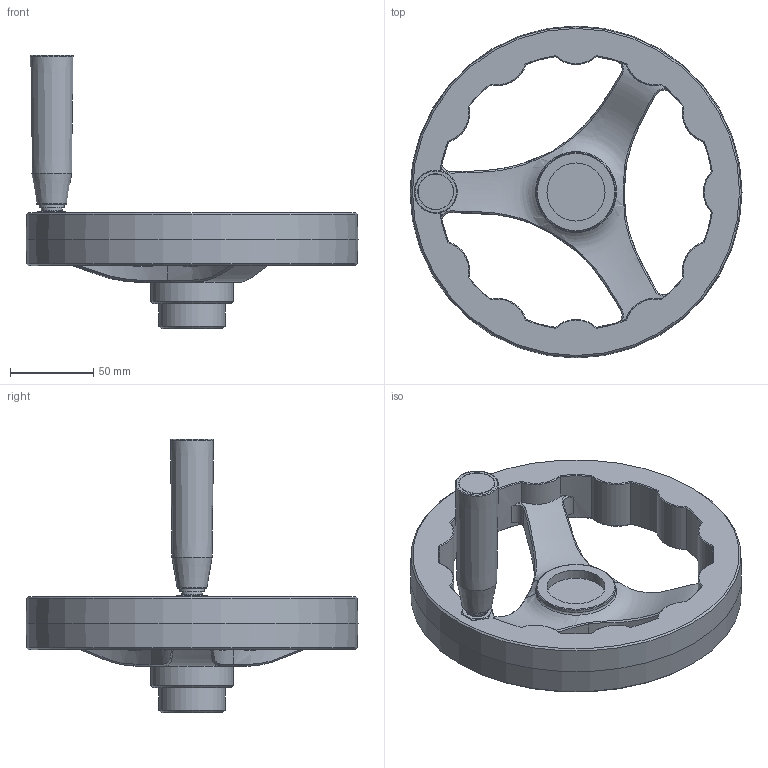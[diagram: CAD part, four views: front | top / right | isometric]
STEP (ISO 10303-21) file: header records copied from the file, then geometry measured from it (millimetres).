
FILE_DESCRIPTION( ( 'Unknown' ), '1' );
FILE_NAME( '6361020_V3RA200_MRE.stp', 'Unknown', ( 'Unknown' ), ( 'Unknown' ), 'PSStep 11.0', 'Unknown', ' ' );
FILE_SCHEMA( ( 'AUTOMOTIVE_DESIGN { 1 0 10303 214 1 1 1 1 }' ) );
Length unit declared in the file: millimetre
Products named in the file (3): 6361020
Bounding box: 200 x 200 x 164.74 mm (x, y, z)
Volume: 434235.2 mm3; surface area: 127489.1 mm2
Topology: 3 solids, 5 shells, 293 faces, 732 edges, 460 vertices
Faces by surface type: plane 112, cone 74, cylinder 64, bspline 24, torus 10, extrusion 6, revolution 2, sphere 1
Full cylindrical faces by diameter (mm): 3.2 x2, 3.5 x1, 6 x3, 7.95 x1, 8 x1, 8.5 x1, 9.9 x1, 10.8 x1, 11 x2, 11.74 x1, 12 x1, 12.493 x1, 15 x1, 17.28 x1, 21.6 x2, 35 x1, 40 x1, 47.5 x1, 50 x1, 188.6 x1
Entity records: 13373 total; most frequent: CARTESIAN_POINT 4528, ORIENTED_EDGE 1314, DIRECTION 1289, EDGE_CURVE 657, AXIS2_PLACEMENT_3D 529, VERTEX_POINT 438, EDGE_LOOP 368, FACE_OUTER_BOUND 329
